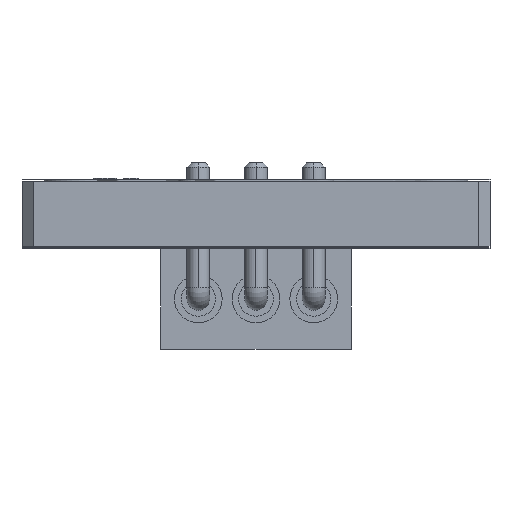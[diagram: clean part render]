
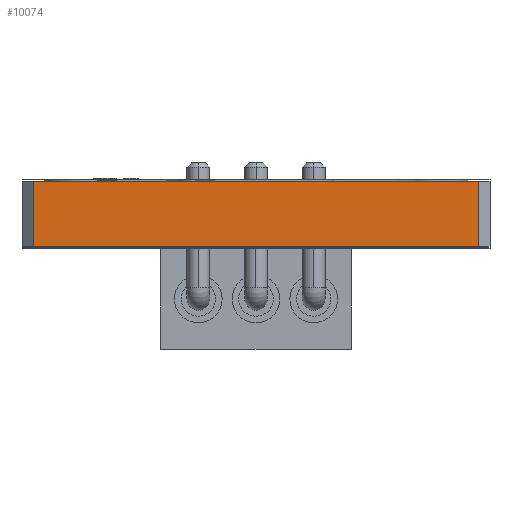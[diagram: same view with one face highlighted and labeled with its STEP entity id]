
A CAD part, front view. The second image highlights one B-rep face of the part: STEP entity #10074.
In plain terms, the highlighted planar face has unit normal (0, -1, 0).
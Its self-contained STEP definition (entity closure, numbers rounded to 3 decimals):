
#158 = CARTESIAN_POINT ( 'NONE',  ( -4.9, -10.3, 0.034 ) ) ;
#589 = CARTESIAN_POINT ( 'NONE',  ( -4.9, -10.3, 1.466 ) ) ;
#629 = AXIS2_PLACEMENT_3D ( 'NONE', #8913, #3335, #6515 ) ;
#1275 = DIRECTION ( 'NONE',  ( 0., 0., 1. ) ) ;
#1282 = ORIENTED_EDGE ( 'NONE', *, *, #2329, .T. ) ;
#1387 = LINE ( 'NONE', #2222, #4490 ) ;
#1538 = CARTESIAN_POINT ( 'NONE',  ( 4.9, -10.3, 0.034 ) ) ;
#1685 = VECTOR ( 'NONE', #1275, 1000. ) ;
#2222 = CARTESIAN_POINT ( 'NONE',  ( 0., -10.3, 0.034 ) ) ;
#2329 = EDGE_CURVE ( 'NONE', #6872, #6513, #1387, .T. ) ;
#2717 = DIRECTION ( 'NONE',  ( -1., 0., 0. ) ) ;
#2769 = VERTEX_POINT ( 'NONE', #589 ) ;
#2811 = EDGE_CURVE ( 'NONE', #6513, #6126, #3828, .T. ) ;
#3152 = EDGE_LOOP ( 'NONE', ( #1282, #6717, #4824, #4453 ) ) ;
#3189 = VECTOR ( 'NONE', #2717, 1000. ) ;
#3335 = DIRECTION ( 'NONE',  ( 0., -1., 0. ) ) ;
#3482 = CARTESIAN_POINT ( 'NONE',  ( 4.9, -10.3, 1.466 ) ) ;
#3732 = LINE ( 'NONE', #10258, #4680 ) ;
#3828 = LINE ( 'NONE', #7001, #1685 ) ;
#4453 = ORIENTED_EDGE ( 'NONE', *, *, #6388, .T. ) ;
#4490 = VECTOR ( 'NONE', #8552, 1000. ) ;
#4680 = VECTOR ( 'NONE', #7881, 1000. ) ;
#4824 = ORIENTED_EDGE ( 'NONE', *, *, #5652, .T. ) ;
#5652 = EDGE_CURVE ( 'NONE', #6126, #2769, #6838, .T. ) ;
#5721 = PLANE ( 'NONE',  #629 ) ;
#6126 = VERTEX_POINT ( 'NONE', #3482 ) ;
#6388 = EDGE_CURVE ( 'NONE', #2769, #6872, #3732, .T. ) ;
#6513 = VERTEX_POINT ( 'NONE', #1538 ) ;
#6515 = DIRECTION ( 'NONE',  ( 0., 0., -1. ) ) ;
#6717 = ORIENTED_EDGE ( 'NONE', *, *, #2811, .T. ) ;
#6838 = LINE ( 'NONE', #8270, #3189 ) ;
#6872 = VERTEX_POINT ( 'NONE', #158 ) ;
#7001 = CARTESIAN_POINT ( 'NONE',  ( 4.9, -10.3, 0.034 ) ) ;
#7290 = FACE_OUTER_BOUND ( 'NONE', #3152, .T. ) ;
#7881 = DIRECTION ( 'NONE',  ( 0., 0., -1. ) ) ;
#8270 = CARTESIAN_POINT ( 'NONE',  ( -4.9, -10.3, 1.466 ) ) ;
#8552 = DIRECTION ( 'NONE',  ( 1., 0., 0. ) ) ;
#8913 = CARTESIAN_POINT ( 'NONE',  ( -4.9, -10.3, 0.034 ) ) ;
#10074 = ADVANCED_FACE ( 'NONE', ( #7290 ), #5721, .T. ) ;
#10258 = CARTESIAN_POINT ( 'NONE',  ( -4.9, -10.3, 0.034 ) ) ;
